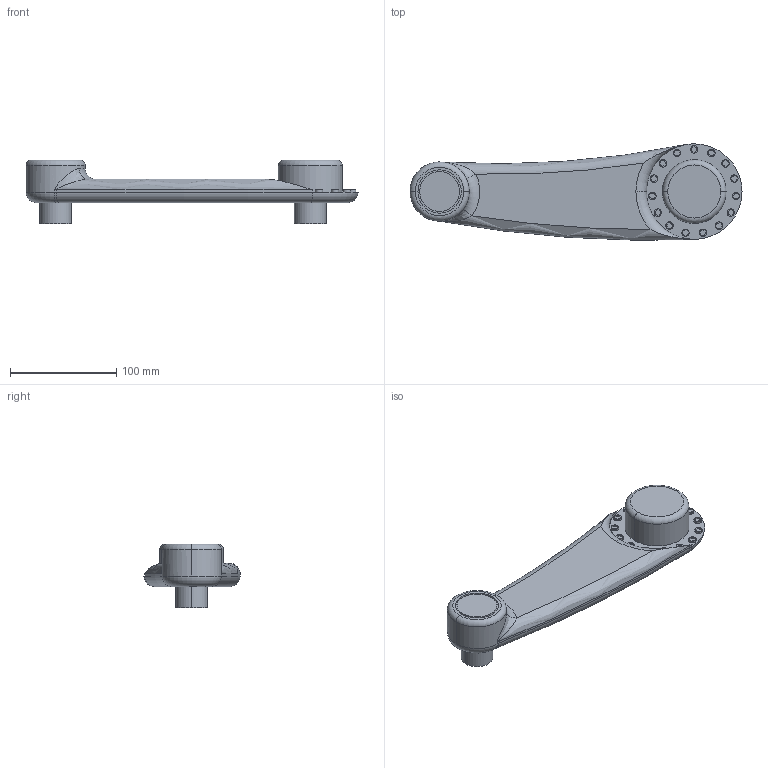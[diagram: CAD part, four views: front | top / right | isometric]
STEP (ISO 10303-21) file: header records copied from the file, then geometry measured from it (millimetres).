
FILE_DESCRIPTION (( 'STEP AP203' ), '1' );
FILE_NAME ('Pièce2_Défaut_sldprt.STEP', '2023-11-23T19:28:11', ( '' ), ( '' ), 'SwSTEP 2.0', 'SolidWorks 2018', '' );
FILE_SCHEMA (( 'CONFIG_CONTROL_DESIGN' ));
Length unit declared in the file: millimetre
Products named in the file (1): Pièce2_Défaut_sldprt
Bounding box: 312.89 x 90.75 x 60 mm (x, y, z)
Volume: 532560 mm3; surface area: 66095.6 mm2
Topology: 1 solids, 1 shells, 193 faces, 451 edges, 294 vertices
Faces by surface type: plane 129, cylinder 47, torus 15, bspline 2
Entity records: 5881 total; most frequent: CARTESIAN_POINT 1276, DIRECTION 954, ORIENTED_EDGE 900, EDGE_CURVE 450, VECTOR 318, LINE 318, AXIS2_PLACEMENT_3D 318, VERTEX_POINT 294
